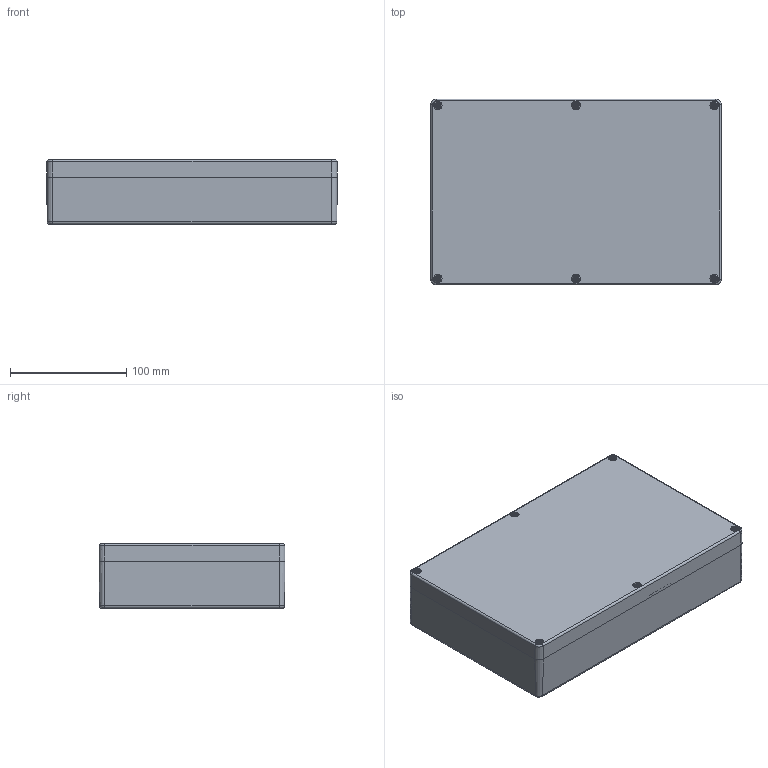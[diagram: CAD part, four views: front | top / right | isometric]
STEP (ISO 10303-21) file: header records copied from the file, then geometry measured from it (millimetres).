
FILE_DESCRIPTION((''),'2;1');
FILE_NAME('0401107200-MBT_251655_VE.stp','2015-12-16T10:49:57',('robin.rentz'),(''),'Autodesk Inventor 2012','Autodesk Inventor 2012','');
FILE_SCHEMA(('AUTOMOTIVE_DESIGN { 1 2 10303 214 0 1 1 1 }'));
Length unit declared in the file: millimetre
Products named in the file (6): 0401107200-MBT_251655_VE; 0401107202-UT_251640_VE; 0401107201-OT_251615_VE; xxx-O-Ring--OT--MBM-MBT_251615; Gewindebuchse M4x10,9; 1990000276 Schraube BM4x24_11
Assembly tree (15 placements, depth 2):
  0401107200-MBT_251655_VE
    0401107202-UT_251640_VE
    0401107201-OT_251615_VE
    xxx-O-Ring--OT--MBM-MBT_251615
    Gewindebuchse M4x10,9  x6
    1990000276 Schraube BM4x24_11  x6
Bounding box: 250 x 160 x 55.53 mm (x, y, z)
Volume: 420865.1 mm3; surface area: 277648 mm2
Topology: 15 solids, 15 shells, 2367 faces, 5750 edges, 3482 vertices
Faces by surface type: plane 903, cylinder 606, cone 544, torus 248, bspline 60, sphere 6
Full cylindrical faces by diameter (mm): 3.242 x6, 3.3 x6, 4 x6, 4.4 x6, 4.5 x4, 4.9 x6, 5.1 x6, 6.8 x6, 7 x6, 7.4 x6, 7.5 x6
Entity records: 30391 total; most frequent: CARTESIAN_POINT 6607, DIRECTION 5276, ORIENTED_EDGE 4698, EDGE_CURVE 2349, AXIS2_PLACEMENT_3D 2146, VERTEX_POINT 1477, EDGE_LOOP 1186, CIRCLE 1115
